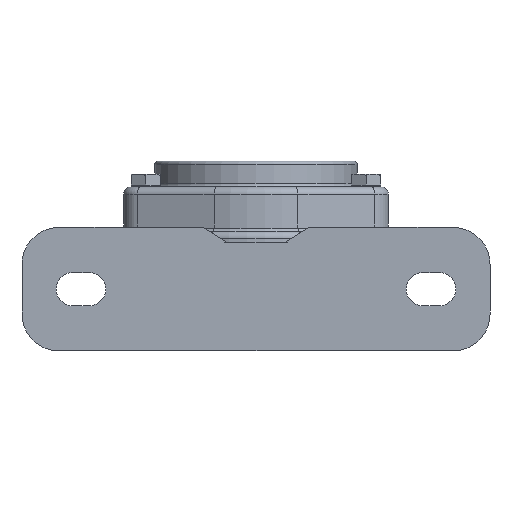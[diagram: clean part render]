
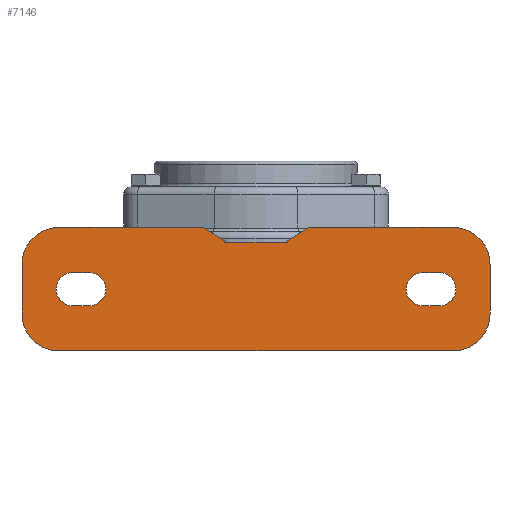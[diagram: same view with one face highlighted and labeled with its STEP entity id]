
A CAD part, front view. The second image highlights one B-rep face of the part: STEP entity #7146.
In plain terms, the highlighted planar face has unit normal (0, -1, 0).
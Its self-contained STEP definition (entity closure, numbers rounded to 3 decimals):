
#799=LINE($,#12131,#1159);
#852=LINE($,#13023,#1212);
#854=LINE($,#13027,#1214);
#857=LINE($,#13036,#1217);
#859=LINE($,#13041,#1219);
#860=LINE($,#13045,#1220);
#861=LINE($,#13051,#1221);
#862=LINE($,#13054,#1222);
#863=LINE($,#13056,#1223);
#864=LINE($,#13057,#1224);
#865=LINE($,#13061,#1225);
#866=LINE($,#13065,#1226);
#1159=VECTOR($,#9343,15.919);
#1212=VECTOR($,#9680,7.464);
#1214=VECTOR($,#9684,39.239);
#1217=VECTOR($,#9693,13.5);
#1219=VECTOR($,#9697,4.5);
#1220=VECTOR($,#9700,4.5);
#1221=VECTOR($,#9705,4.5);
#1222=VECTOR($,#9708,4.5);
#1223=VECTOR($,#9709,39.239);
#1224=VECTOR($,#9710,7.464);
#1225=VECTOR($,#9713,13.5);
#1226=VECTOR($,#9716,107.);
#1437=PLANE($,#7930);
#1613=FACE_BOUND($,#2623,.T.);
#1614=FACE_BOUND($,#2624,.T.);
#1615=FACE_BOUND($,#2625,.T.);
#2623=EDGE_LOOP($,(#6269,#6270,#6271,#6272));
#2624=EDGE_LOOP($,(#6273,#6274,#6275,#6276));
#2625=EDGE_LOOP($,(#6277,#6278,#6279,#6280,#6281,#6282,#6283,#6284,#6285,
#6286,#6287,#6288));
#3112=CIRCLE($,#7928,10.);
#3113=CIRCLE($,#7931,4.5);
#3114=CIRCLE($,#7932,4.5);
#3115=CIRCLE($,#7933,4.5);
#3116=CIRCLE($,#7934,4.5);
#3117=CIRCLE($,#7935,10.);
#3118=CIRCLE($,#7936,10.);
#3119=CIRCLE($,#7937,10.);
#3587=VERTEX_POINT($,#12128);
#3588=VERTEX_POINT($,#12130);
#3697=VERTEX_POINT($,#13021);
#3698=VERTEX_POINT($,#13025);
#3699=VERTEX_POINT($,#13029);
#3700=VERTEX_POINT($,#13031);
#3701=VERTEX_POINT($,#13035);
#3702=VERTEX_POINT($,#13039);
#3703=VERTEX_POINT($,#13040);
#3704=VERTEX_POINT($,#13042);
#3705=VERTEX_POINT($,#13044);
#3706=VERTEX_POINT($,#13047);
#3707=VERTEX_POINT($,#13048);
#3708=VERTEX_POINT($,#13050);
#3709=VERTEX_POINT($,#13052);
#3710=VERTEX_POINT($,#13055);
#3711=VERTEX_POINT($,#13058);
#3712=VERTEX_POINT($,#13060);
#3713=VERTEX_POINT($,#13062);
#3714=VERTEX_POINT($,#13064);
#4416=EDGE_CURVE($,#3588,#3587,#799,.T.);
#4585=EDGE_CURVE($,#3697,#3587,#852,.T.);
#4587=EDGE_CURVE($,#3698,#3697,#854,.T.);
#4589=EDGE_CURVE($,#3699,#3700,#3112,.T.);
#4591=EDGE_CURVE($,#3700,#3701,#857,.T.);
#4593=EDGE_CURVE($,#3702,#3703,#859,.T.);
#4594=EDGE_CURVE($,#3703,#3704,#3113,.T.);
#4595=EDGE_CURVE($,#3704,#3705,#860,.T.);
#4596=EDGE_CURVE($,#3705,#3702,#3114,.T.);
#4597=EDGE_CURVE($,#3706,#3707,#3115,.T.);
#4598=EDGE_CURVE($,#3707,#3708,#861,.T.);
#4599=EDGE_CURVE($,#3708,#3709,#3116,.T.);
#4600=EDGE_CURVE($,#3709,#3706,#862,.T.);
#4601=EDGE_CURVE($,#3710,#3699,#863,.T.);
#4602=EDGE_CURVE($,#3588,#3710,#864,.T.);
#4603=EDGE_CURVE($,#3711,#3698,#3117,.T.);
#4604=EDGE_CURVE($,#3711,#3712,#865,.T.);
#4605=EDGE_CURVE($,#3713,#3712,#3118,.T.);
#4606=EDGE_CURVE($,#3713,#3714,#866,.T.);
#4607=EDGE_CURVE($,#3701,#3714,#3119,.T.);
#6269=ORIENTED_EDGE($,*,*,#4593,.T.);
#6270=ORIENTED_EDGE($,*,*,#4594,.T.);
#6271=ORIENTED_EDGE($,*,*,#4595,.T.);
#6272=ORIENTED_EDGE($,*,*,#4596,.T.);
#6273=ORIENTED_EDGE($,*,*,#4597,.T.);
#6274=ORIENTED_EDGE($,*,*,#4598,.T.);
#6275=ORIENTED_EDGE($,*,*,#4599,.T.);
#6276=ORIENTED_EDGE($,*,*,#4600,.T.);
#6277=ORIENTED_EDGE($,*,*,#4589,.F.);
#6278=ORIENTED_EDGE($,*,*,#4601,.F.);
#6279=ORIENTED_EDGE($,*,*,#4602,.F.);
#6280=ORIENTED_EDGE($,*,*,#4416,.T.);
#6281=ORIENTED_EDGE($,*,*,#4585,.F.);
#6282=ORIENTED_EDGE($,*,*,#4587,.F.);
#6283=ORIENTED_EDGE($,*,*,#4603,.F.);
#6284=ORIENTED_EDGE($,*,*,#4604,.T.);
#6285=ORIENTED_EDGE($,*,*,#4605,.F.);
#6286=ORIENTED_EDGE($,*,*,#4606,.T.);
#6287=ORIENTED_EDGE($,*,*,#4607,.F.);
#6288=ORIENTED_EDGE($,*,*,#4591,.F.);
#7146=ADVANCED_FACE($,(#1613,#1614,#1615),#1437,.T.);
#7928=AXIS2_PLACEMENT_3D($,#13032,#9688,#9689);
#7930=AXIS2_PLACEMENT_3D($,#13038,#9695,#9696);
#7931=AXIS2_PLACEMENT_3D($,#13043,#9698,#9699);
#7932=AXIS2_PLACEMENT_3D($,#13046,#9701,#9702);
#7933=AXIS2_PLACEMENT_3D($,#13049,#9703,#9704);
#7934=AXIS2_PLACEMENT_3D($,#13053,#9706,#9707);
#7935=AXIS2_PLACEMENT_3D($,#13059,#9711,#9712);
#7936=AXIS2_PLACEMENT_3D($,#13063,#9714,#9715);
#7937=AXIS2_PLACEMENT_3D($,#13066,#9717,#9718);
#9343=DIRECTION($,(-1.,0.,0.));
#9680=DIRECTION($,(0.844,0.,-0.536));
#9684=DIRECTION($,(1.,0.,0.));
#9688=DIRECTION('center_axis',(0.,1.,0.));
#9689=DIRECTION('ref_axis',(0.707,0.,0.707));
#9693=DIRECTION($,(0.,0.,-1.));
#9695=DIRECTION('center_axis',(0.,-1.,0.));
#9696=DIRECTION('ref_axis',(0.,0.,-1.));
#9697=DIRECTION($,(1.,0.,0.));
#9698=DIRECTION('center_axis',(0.,1.,0.));
#9699=DIRECTION('ref_axis',(0.,0.,-1.));
#9700=DIRECTION($,(-1.,0.,0.));
#9701=DIRECTION('center_axis',(0.,1.,0.));
#9702=DIRECTION('ref_axis',(0.,0.,1.));
#9703=DIRECTION('center_axis',(0.,1.,0.));
#9704=DIRECTION('ref_axis',(0.,0.,1.));
#9705=DIRECTION($,(1.,0.,0.));
#9706=DIRECTION('center_axis',(0.,1.,0.));
#9707=DIRECTION('ref_axis',(0.,0.,-1.));
#9708=DIRECTION($,(-1.,0.,0.));
#9709=DIRECTION($,(1.,0.,0.));
#9710=DIRECTION($,(0.844,0.,0.536));
#9711=DIRECTION('center_axis',(0.,1.,0.));
#9712=DIRECTION('ref_axis',(-0.707,0.,0.707));
#9713=DIRECTION($,(0.,0.,-1.));
#9714=DIRECTION('center_axis',(0.,1.,0.));
#9715=DIRECTION('ref_axis',(-0.707,0.,-0.707));
#9716=DIRECTION($,(1.,0.,0.));
#9717=DIRECTION('center_axis',(0.,1.,0.));
#9718=DIRECTION('ref_axis',(0.707,0.,-0.707));
#12128=CARTESIAN_POINT('',(-7.959,-33.3,-4.));
#12130=CARTESIAN_POINT('',(7.959,-33.3,-4.));
#12131=CARTESIAN_POINT($,(-31.75,-33.3,-4.));
#13021=CARTESIAN_POINT('',(-14.261,-33.3,0.));
#13023=CARTESIAN_POINT($,(-35.649,-33.3,13.577));
#13025=CARTESIAN_POINT('',(-53.5,-33.3,0.));
#13027=CARTESIAN_POINT($,(-63.5,-33.3,0.));
#13029=CARTESIAN_POINT('',(53.5,-33.3,0.));
#13031=CARTESIAN_POINT('',(63.5,-33.3,-10.));
#13032=CARTESIAN_POINT('Origin',(53.5,-33.3,-10.));
#13035=CARTESIAN_POINT('',(63.5,-33.3,-23.5));
#13036=CARTESIAN_POINT($,(63.5,-33.3,0.));
#13038=CARTESIAN_POINT('Origin',(-63.5,-33.3,0.));
#13039=CARTESIAN_POINT('',(-49.75,-33.3,-12.25));
#13040=CARTESIAN_POINT('',(-45.25,-33.3,-12.25));
#13041=CARTESIAN_POINT($,(-54.375,-33.3,-12.25));
#13042=CARTESIAN_POINT('',(-45.25,-33.3,-21.25));
#13043=CARTESIAN_POINT('Origin',(-45.25,-33.3,-16.75));
#13044=CARTESIAN_POINT('',(-49.75,-33.3,-21.25));
#13045=CARTESIAN_POINT($,(-56.625,-33.3,-21.25));
#13046=CARTESIAN_POINT('Origin',(-49.75,-33.3,-16.75));
#13047=CARTESIAN_POINT('',(45.25,-33.3,-21.25));
#13048=CARTESIAN_POINT('',(45.25,-33.3,-12.25));
#13049=CARTESIAN_POINT('Origin',(45.25,-33.3,-16.75));
#13050=CARTESIAN_POINT('',(49.75,-33.3,-12.25));
#13051=CARTESIAN_POINT($,(-6.875,-33.3,-12.25));
#13052=CARTESIAN_POINT('',(49.75,-33.3,-21.25));
#13053=CARTESIAN_POINT('Origin',(49.75,-33.3,-16.75));
#13054=CARTESIAN_POINT($,(-9.125,-33.3,-21.25));
#13055=CARTESIAN_POINT('',(14.261,-33.3,0.));
#13056=CARTESIAN_POINT($,(-63.5,-33.3,0.));
#13057=CARTESIAN_POINT($,(-15.946,-33.3,-19.175));
#13058=CARTESIAN_POINT('',(-63.5,-33.3,-10.));
#13059=CARTESIAN_POINT('Origin',(-53.5,-33.3,-10.));
#13060=CARTESIAN_POINT('',(-63.5,-33.3,-23.5));
#13061=CARTESIAN_POINT($,(-63.5,-33.3,0.));
#13062=CARTESIAN_POINT('',(-53.5,-33.3,-33.5));
#13063=CARTESIAN_POINT('Origin',(-53.5,-33.3,-23.5));
#13064=CARTESIAN_POINT('',(53.5,-33.3,-33.5));
#13065=CARTESIAN_POINT($,(-63.5,-33.3,-33.5));
#13066=CARTESIAN_POINT('Origin',(53.5,-33.3,-23.5));
